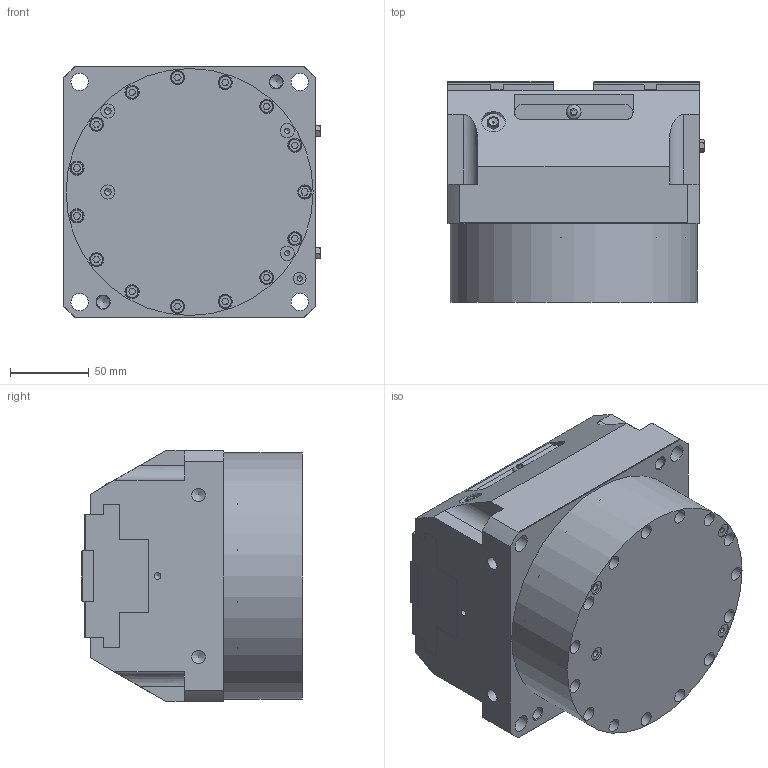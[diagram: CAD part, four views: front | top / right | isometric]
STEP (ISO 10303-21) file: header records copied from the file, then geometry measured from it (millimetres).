
FILE_DESCRIPTION(/* description */ (''),/* implementation_level */ '2;1');
FILE_NAME(/* name */ 'CFB 160 MA C1 BC.stp',/* time_stamp */ '2020-07-07T17:30:44+02:00',/* author */ ('Emilio'),/* organization */ (''),/* preprocessor_version */ 'ST-DEVELOPER v17.2',/* originating_system */ 'Autodesk Inventor 2019',/* authorisation */ '');
FILE_SCHEMA (('AUTOMOTIVE_DESIGN { 1 0 10303 214 3 1 1 }'));
Length unit declared in the file: millimetre
Products named in the file (8): CFB 160 MA C1 BC; Corpo; Griffa C1; Mascherina-NO SENS; VTB M5; CFB-160-FONDELLO-ASS; CFB-160-MC-MA-FONDELLO; ISO 4762 - M5 x 30ISO
Assembly tree (22 placements, depth 3):
  CFB 160 MA C1 BC
    Corpo
    Griffa C1  x2
    Mascherina-NO SENS
    VTB M5
    CFB-160-FONDELLO-ASS
      CFB-160-MC-MA-FONDELLO
      ISO 4762 - M5 x 30ISO  x15
Bounding box: 163 x 140.3 x 160 mm (x, y, z)
Volume: 2823919 mm3; surface area: 273212.2 mm2
Topology: 21 solids, 21 shells, 701 faces, 1973 edges, 1363 vertices
Faces by surface type: plane 396, cylinder 167, cone 103, torus 30, sphere 4, bspline 1
Full cylindrical faces by diameter (mm): 3.242 x2, 3.3 x5, 4.134 x3, 4.2 x5, 5 x18, 5.2 x16, 6.647 x24, 8 x5, 8.5 x15, 8.566 x2, 9 x21, 9.5 x1, 11 x4, 15 x2, 157 x1
Entity records: 13398 total; most frequent: CARTESIAN_POINT 2439, DIRECTION 2284, ORIENTED_EDGE 2146, EDGE_CURVE 1073, AXIS2_PLACEMENT_3D 851, VERTEX_POINT 759, LINE 582, VECTOR 582
